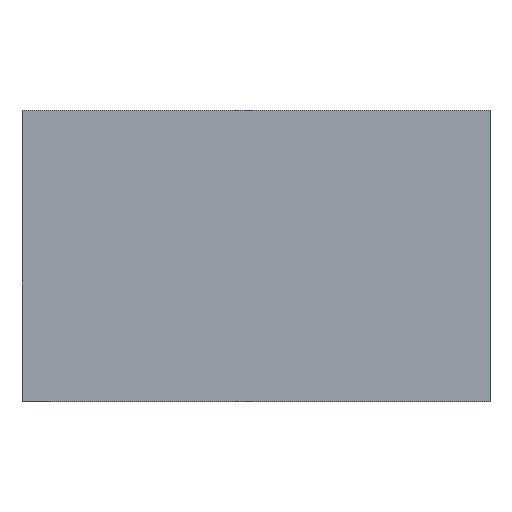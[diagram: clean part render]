
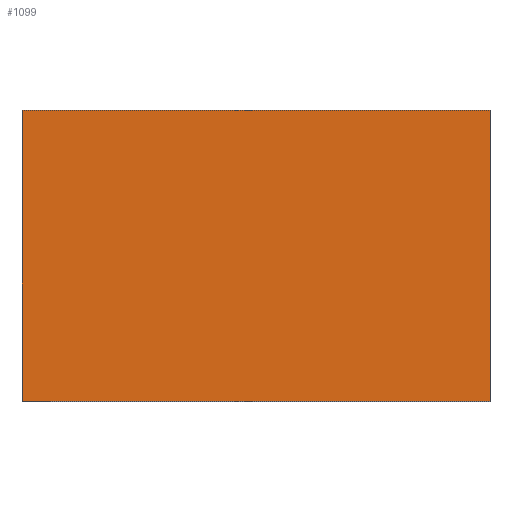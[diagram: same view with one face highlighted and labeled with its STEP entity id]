
A CAD part, top view. The second image highlights one B-rep face of the part: STEP entity #1099.
In plain terms, the highlighted planar face has unit normal (0, 0, 1).
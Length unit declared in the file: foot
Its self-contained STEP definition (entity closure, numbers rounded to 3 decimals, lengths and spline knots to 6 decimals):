
#68=FACE_OUTER_BOUND('',#122,.T.);
#122=EDGE_LOOP('',(#965,#966,#967,#968));
#147=LINE('',#1476,#300);
#274=LINE('',#1762,#427);
#276=LINE('',#1766,#429);
#277=LINE('',#1767,#430);
#300=VECTOR('',#1197,0.032808);
#427=VECTOR('',#1418,0.032808);
#429=VECTOR('',#1422,0.032808);
#430=VECTOR('',#1423,0.032808);
#452=VERTEX_POINT('',#1473);
#453=VERTEX_POINT('',#1475);
#527=VERTEX_POINT('',#1761);
#528=VERTEX_POINT('',#1765);
#549=EDGE_CURVE('',#452,#453,#147,.T.);
#678=EDGE_CURVE('',#527,#453,#274,.T.);
#680=EDGE_CURVE('',#527,#528,#276,.T.);
#681=EDGE_CURVE('',#528,#452,#277,.T.);
#965=ORIENTED_EDGE('',*,*,#680,.F.);
#966=ORIENTED_EDGE('',*,*,#678,.T.);
#967=ORIENTED_EDGE('',*,*,#549,.F.);
#968=ORIENTED_EDGE('',*,*,#681,.F.);
#1046=PLANE('',#1167);
#1099=ADVANCED_FACE('',(#68),#1046,.F.);
#1167=AXIS2_PLACEMENT_3D('',#1764,#1420,#1421);
#1197=DIRECTION('',(0.,-1.,0.));
#1418=DIRECTION('',(1.,0.,0.));
#1420=DIRECTION('center_axis',(0.,0.,-1.));
#1421=DIRECTION('ref_axis',(0.,1.,0.));
#1422=DIRECTION('',(0.,1.,0.));
#1423=DIRECTION('',(1.,0.,0.));
#1473=CARTESIAN_POINT('',(8.08,2.34,-0.32));
#1475=CARTESIAN_POINT('',(8.08,0.76,-0.32));
#1476=CARTESIAN_POINT('',(8.08,0.38,-0.32));
#1761=CARTESIAN_POINT('',(5.538704,0.76,-0.32));
#1762=CARTESIAN_POINT('',(0.,0.76,-0.32));
#1764=CARTESIAN_POINT('Origin',(0.,0.76,-0.32));
#1765=CARTESIAN_POINT('',(5.538704,2.34,-0.32));
#1766=CARTESIAN_POINT('',(5.538704,0.38,-0.32));
#1767=CARTESIAN_POINT('',(0.,2.34,-0.32));
